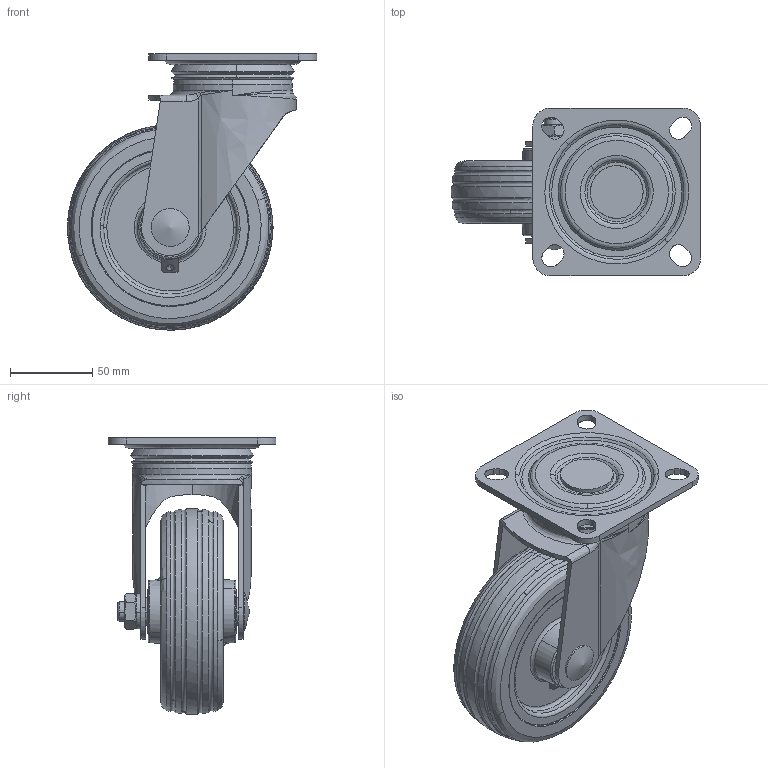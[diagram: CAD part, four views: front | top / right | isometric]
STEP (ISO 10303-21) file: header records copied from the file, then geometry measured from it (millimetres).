
FILE_DESCRIPTION((''),'2;1');
FILE_NAME('','2008-05-03T14:51:32',(''),(''),'','CADfix','');
FILE_SCHEMA(('AUTOMOTIVE_DESIGN { 1 0 10303 214 1 1 1 1 }'));
Length unit declared in the file: millimetre
Bounding box: 151.5 x 102 x 167.88 mm (x, y, z)
Volume: 554396.4 mm3; surface area: 119068.1 mm2
Topology: 5 solids, 5 shells, 279 faces, 844 edges, 591 vertices
Faces by surface type: bspline 279
Entity records: 16215 total; most frequent: CARTESIAN_POINT 11651, ORIENTED_EDGE 1672, EDGE_CURVE 836, VERTEX_POINT 591, EDGE_LOOP 321, FACE_OUTER_BOUND 279, ADVANCED_FACE 279, QUASI_UNIFORM_CURVE 207
